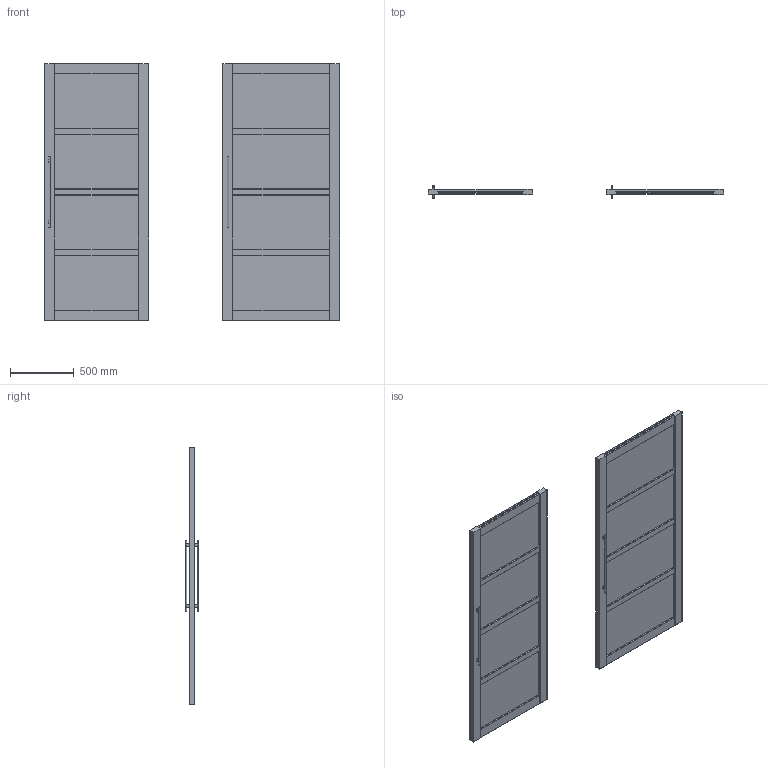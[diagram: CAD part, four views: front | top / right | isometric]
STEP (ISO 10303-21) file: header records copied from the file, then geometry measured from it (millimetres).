
FILE_DESCRIPTION(/* description */ (''),/* implementation_level */ '2;1');
FILE_NAME(/* name */ '049899_B_2-Skrzydło Lumia model 2_ polska norma _PN__ bezprzylgowe.stp',/* time_stamp */ '2024-11-22T11:55:49+01:00',/* author */ (''),/* organization */ (''),/* preprocessor_version */ 'ST-DEVELOPER v16',/* originating_system */ 'SIEMENS PLM Software NX 11.0',/* authorisation */ '');
FILE_SCHEMA (('AUTOMOTIVE_DESIGN { 1 0 10303 214 3 1 1 1 }'));
Length unit declared in the file: millimetre
Products named in the file (1): msmo79B8EA90ca23
Bounding box: 2318 x 107.98 x 2017.01 mm (x, y, z)
Volume: 55700578.4 mm3; surface area: 8083624.4 mm2
Topology: 6 solids, 8 shells, 488 faces, 1458 edges, 924 vertices
Faces by surface type: plane 320, cylinder 160, torus 8
Full cylindrical faces by diameter (mm): 12 x4
Entity records: 16992 total; most frequent: CARTESIAN_POINT 3498, ORIENTED_EDGE 2892, DIRECTION 2800, EDGE_CURVE 1446, LINE 974, VECTOR 974, VERTEX_POINT 924, AXIS2_PLACEMENT_3D 913
